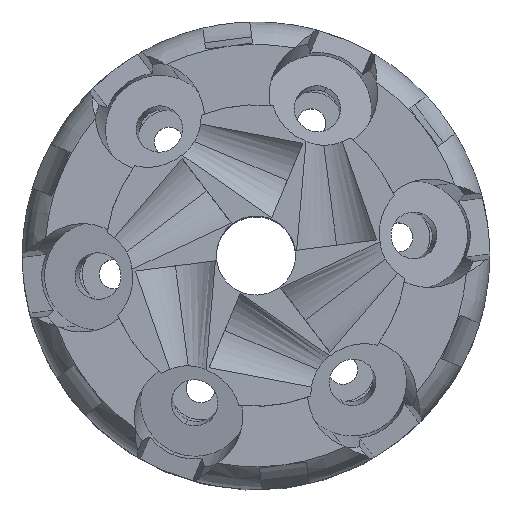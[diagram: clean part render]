
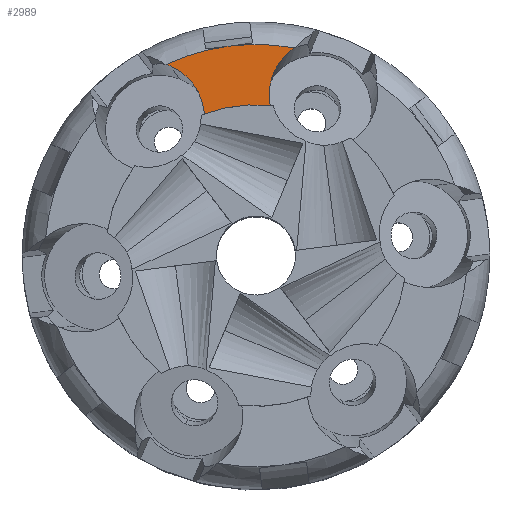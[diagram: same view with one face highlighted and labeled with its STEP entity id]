
A CAD part, top view. The second image highlights one B-rep face of the part: STEP entity #2989.
In plain terms, the highlighted planar face has unit normal (0, 0, 1).
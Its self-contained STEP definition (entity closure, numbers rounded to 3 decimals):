
#86 = CARTESIAN_POINT ( 'NONE',  ( -5.745, 6.915, 32.089 ) ) ;
#118 = CARTESIAN_POINT ( 'NONE',  ( -2.776, 3.14, 32.089 ) ) ;
#307 = CARTESIAN_POINT ( 'NONE',  ( -5.745, 6.915, 32.089 ) ) ;
#387 = CARTESIAN_POINT ( 'NONE',  ( -3.512, 5.083, 32.089 ) ) ;
#542 = B_SPLINE_CURVE_WITH_KNOTS ( 'NONE', 3,
 ( #13684, #13738, #3709, #12517, #4986, #13792, #6294, #15065, #7562, #16337, #8837, #1215 ),
 .UNSPECIFIED., .F., .F.,
 ( 4, 2, 2, 2, 2, 4 ),
 ( 0., 0.25, 0.5, 0.625, 0.75, 1. ),
 .UNSPECIFIED. ) ;
#885 = B_SPLINE_CURVE_WITH_KNOTS ( 'NONE', 3,
 ( #14750, #13477, #7247, #16016 ),
 .UNSPECIFIED., .F., .F.,
 ( 4, 4 ),
 ( 0., 1. ),
 .UNSPECIFIED. ) ;
#960 = CARTESIAN_POINT ( 'NONE',  ( -13.01, -21.222, 32.089 ) ) ;
#1215 = CARTESIAN_POINT ( 'NONE',  ( 4.844, 8.202, 32.089 ) ) ;
#1229 = CARTESIAN_POINT ( 'NONE',  ( 5.118, 8.413, 32.089 ) ) ;
#1624 = CARTESIAN_POINT ( 'NONE',  ( -5.745, 6.915, 32.089 ) ) ;
#1683 = CARTESIAN_POINT ( 'NONE',  ( -2.959, 3.955, 32.089 ) ) ;
#1711 = ORIENTED_EDGE ( 'NONE', *, *, #8435, .T. ) ;
#1946 = ORIENTED_EDGE ( 'NONE', *, *, #4050, .T. ) ;
#2238 = VERTEX_POINT ( 'NONE', #3221 ) ;
#2251 = DIRECTION ( 'NONE',  ( -0.385, -0.923, 0. ) ) ;
#2533 = CARTESIAN_POINT ( 'NONE',  ( -2.723, 2.659, 32.089 ) ) ;
#2670 = VERTEX_POINT ( 'NONE', #10657 ) ;
#2715 = CARTESIAN_POINT ( 'NONE',  ( -2.723, 2.659, 32.089 ) ) ;
#2888 = CARTESIAN_POINT ( 'NONE',  ( -5.552, 6.834, 32.089 ) ) ;
#2938 = CARTESIAN_POINT ( 'NONE',  ( -2.776, 3.14, 32.089 ) ) ;
#2989 = ADVANCED_FACE ( 'NONE', ( #16021 ), #3468, .T. ) ;
#3107 = B_SPLINE_CURVE_WITH_KNOTS ( 'NONE', 3,
 ( #11390, #12731, #5201, #13995 ),
 .UNSPECIFIED., .F., .F.,
 ( 4, 4 ),
 ( 0., 1. ),
 .UNSPECIFIED. ) ;
#3158 = EDGE_CURVE ( 'NONE', #6365, #7067, #10228, .T. ) ;
#3221 = CARTESIAN_POINT ( 'NONE',  ( 3.114, 3.41, 32.089 ) ) ;
#3468 = PLANE ( 'NONE',  #5045 ) ;
#3709 = CARTESIAN_POINT ( 'NONE',  ( 3., 4.295, 32.089 ) ) ;
#3928 = ORIENTED_EDGE ( 'NONE', *, *, #5064, .F. ) ;
#4050 = EDGE_CURVE ( 'NONE', #7067, #7956, #9171, .T. ) ;
#4058 = CARTESIAN_POINT ( 'NONE',  ( -0.831, 3.233, 32.089 ) ) ;
#4083 = CARTESIAN_POINT ( 'NONE',  ( 4.844, 8.202, 32.089 ) ) ;
#4157 = CARTESIAN_POINT ( 'NONE',  ( -5.006, 6.531, 32.089 ) ) ;
#4460 = EDGE_CURVE ( 'NONE', #6543, #2670, #15577, .T. ) ;
#4986 = CARTESIAN_POINT ( 'NONE',  ( 3.161, 5.625, 32.089 ) ) ;
#4999 = EDGE_CURVE ( 'NONE', #2238, #6543, #542, .T. ) ;
#5045 = AXIS2_PLACEMENT_3D ( 'NONE', #960, #9863, #2251 ) ;
#5064 = EDGE_CURVE ( 'NONE', #7798, #2670, #3107, .T. ) ;
#5125 = CARTESIAN_POINT ( 'NONE',  ( -5.975, 7.005, 32.089 ) ) ;
#5201 = CARTESIAN_POINT ( 'NONE',  ( 3.356, 8.86, 32.089 ) ) ;
#5342 = CARTESIAN_POINT ( 'NONE',  ( 2.125, 3.504, 32.089 ) ) ;
#5445 = CARTESIAN_POINT ( 'NONE',  ( -4.745, 6.353, 32.089 ) ) ;
#5798 = CARTESIAN_POINT ( 'NONE',  ( -0.53, 8.666, 32.089 ) ) ;
#6153 = EDGE_CURVE ( 'NONE', #6365, #7798, #885, .T. ) ;
#6294 = CARTESIAN_POINT ( 'NONE',  ( 3.479, 6.461, 32.089 ) ) ;
#6365 = VERTEX_POINT ( 'NONE', #8476 ) ;
#6543 = VERTEX_POINT ( 'NONE', #4083 ) ;
#6754 = CARTESIAN_POINT ( 'NONE',  ( -4.338, 6.027, 32.089 ) ) ;
#7015 = ORIENTED_EDGE ( 'NONE', *, *, #4460, .T. ) ;
#7067 = VERTEX_POINT ( 'NONE', #307 ) ;
#7247 = CARTESIAN_POINT ( 'NONE',  ( -2.453, 8.419, 32.089 ) ) ;
#7562 = CARTESIAN_POINT ( 'NONE',  ( 3.803, 7.046, 32.089 ) ) ;
#7576 = CARTESIAN_POINT ( 'NONE',  ( 4.978, 8.311, 32.089 ) ) ;
#7711 = CARTESIAN_POINT ( 'NONE',  ( -6.093, 7.045, 32.089 ) ) ;
#7798 = VERTEX_POINT ( 'NONE', #5798 ) ;
#7946 = B_SPLINE_CURVE_WITH_KNOTS ( 'NONE', 3,
 ( #12774, #9074, #4058, #12883, #5342, #14142 ),
 .UNSPECIFIED., .F., .F.,
 ( 4, 2, 4 ),
 ( 0., 0.5, 1. ),
 .UNSPECIFIED. ) ;
#7956 = VERTEX_POINT ( 'NONE', #13924 ) ;
#8023 = CARTESIAN_POINT ( 'NONE',  ( -3.9, 5.576, 32.089 ) ) ;
#8435 = EDGE_CURVE ( 'NONE', #15879, #2238, #7946, .T. ) ;
#8476 = CARTESIAN_POINT ( 'NONE',  ( -6.093, 7.045, 32.089 ) ) ;
#8837 = CARTESIAN_POINT ( 'NONE',  ( 4.494, 7.917, 32.089 ) ) ;
#8964 = EDGE_CURVE ( 'NONE', #7956, #15879, #13662, .T. ) ;
#9060 = CARTESIAN_POINT ( 'NONE',  ( -2.75, 2.98, 32.089 ) ) ;
#9074 = CARTESIAN_POINT ( 'NONE',  ( -1.791, 2.999, 32.089 ) ) ;
#9171 = B_SPLINE_CURVE_WITH_KNOTS ( 'NONE', 3,
 ( #1624, #2888, #11728, #4157, #12979, #5445, #14242, #6754, #15525, #8023, #387, #9272, #1683, #10532, #2938 ),
 .UNSPECIFIED., .F., .F.,
 ( 4, 1, 2, 2, 2, 2, 2, 4 ),
 ( 0., 0.125, 0.188, 0.25, 0.375, 0.5, 0.75, 1. ),
 .UNSPECIFIED. ) ;
#9272 = CARTESIAN_POINT ( 'NONE',  ( -3.297, 4.724, 32.089 ) ) ;
#9863 = DIRECTION ( 'NONE',  ( 0., 0., 1. ) ) ;
#10109 = CARTESIAN_POINT ( 'NONE',  ( 5.263, 8.507, 32.089 ) ) ;
#10228 = B_SPLINE_CURVE_WITH_KNOTS ( 'NONE', 3,
 ( #7711, #5125, #11424, #86 ),
 .UNSPECIFIED., .F., .F.,
 ( 4, 4 ),
 ( 0., 1. ),
 .UNSPECIFIED. ) ;
#10311 = CARTESIAN_POINT ( 'NONE',  ( -2.733, 2.82, 32.089 ) ) ;
#10532 = CARTESIAN_POINT ( 'NONE',  ( -2.842, 3.555, 32.089 ) ) ;
#10657 = CARTESIAN_POINT ( 'NONE',  ( 5.263, 8.507, 32.089 ) ) ;
#11390 = CARTESIAN_POINT ( 'NONE',  ( -0.53, 8.666, 32.089 ) ) ;
#11424 = CARTESIAN_POINT ( 'NONE',  ( -5.859, 6.962, 32.089 ) ) ;
#11728 = CARTESIAN_POINT ( 'NONE',  ( -5.272, 6.696, 32.089 ) ) ;
#12497 = ORIENTED_EDGE ( 'NONE', *, *, #3158, .T. ) ;
#12517 = CARTESIAN_POINT ( 'NONE',  ( 3.068, 5.188, 32.089 ) ) ;
#12731 = CARTESIAN_POINT ( 'NONE',  ( 1.394, 8.914, 32.089 ) ) ;
#12774 = CARTESIAN_POINT ( 'NONE',  ( -2.723, 2.659, 32.089 ) ) ;
#12883 = CARTESIAN_POINT ( 'NONE',  ( 1.138, 3.487, 32.089 ) ) ;
#12979 = CARTESIAN_POINT ( 'NONE',  ( -4.832, 6.415, 32.089 ) ) ;
#13477 = CARTESIAN_POINT ( 'NONE',  ( -4.338, 7.869, 32.089 ) ) ;
#13662 = B_SPLINE_CURVE_WITH_KNOTS ( 'NONE', 3,
 ( #118, #9060, #10311, #2715 ),
 .UNSPECIFIED., .F., .F.,
 ( 4, 4 ),
 ( 0., 1. ),
 .UNSPECIFIED. ) ;
#13684 = CARTESIAN_POINT ( 'NONE',  ( 3.114, 3.41, 32.089 ) ) ;
#13738 = CARTESIAN_POINT ( 'NONE',  ( 3.027, 3.853, 32.089 ) ) ;
#13792 = CARTESIAN_POINT ( 'NONE',  ( 3.39, 6.257, 32.089 ) ) ;
#13847 = ORIENTED_EDGE ( 'NONE', *, *, #4999, .T. ) ;
#13911 = ORIENTED_EDGE ( 'NONE', *, *, #8964, .T. ) ;
#13924 = CARTESIAN_POINT ( 'NONE',  ( -2.776, 3.14, 32.089 ) ) ;
#13995 = CARTESIAN_POINT ( 'NONE',  ( 5.263, 8.507, 32.089 ) ) ;
#14142 = CARTESIAN_POINT ( 'NONE',  ( 3.114, 3.41, 32.089 ) ) ;
#14242 = CARTESIAN_POINT ( 'NONE',  ( -4.495, 6.163, 32.089 ) ) ;
#14750 = CARTESIAN_POINT ( 'NONE',  ( -6.093, 7.045, 32.089 ) ) ;
#15065 = CARTESIAN_POINT ( 'NONE',  ( 3.685, 6.855, 32.089 ) ) ;
#15525 = CARTESIAN_POINT ( 'NONE',  ( -4.041, 5.734, 32.089 ) ) ;
#15577 = B_SPLINE_CURVE_WITH_KNOTS ( 'NONE', 3,
 ( #16348, #7576, #1229, #10109 ),
 .UNSPECIFIED., .F., .F.,
 ( 4, 4 ),
 ( 0., 1. ),
 .UNSPECIFIED. ) ;
#15824 = ORIENTED_EDGE ( 'NONE', *, *, #6153, .F. ) ;
#15879 = VERTEX_POINT ( 'NONE', #2533 ) ;
#16016 = CARTESIAN_POINT ( 'NONE',  ( -0.53, 8.666, 32.089 ) ) ;
#16021 = FACE_OUTER_BOUND ( 'NONE', #16384, .T. ) ;
#16337 = CARTESIAN_POINT ( 'NONE',  ( 4.19, 7.593, 32.089 ) ) ;
#16348 = CARTESIAN_POINT ( 'NONE',  ( 4.844, 8.202, 32.089 ) ) ;
#16384 = EDGE_LOOP ( 'NONE', ( #12497, #1946, #13911, #1711, #13847, #7015, #3928, #15824 ) ) ;
